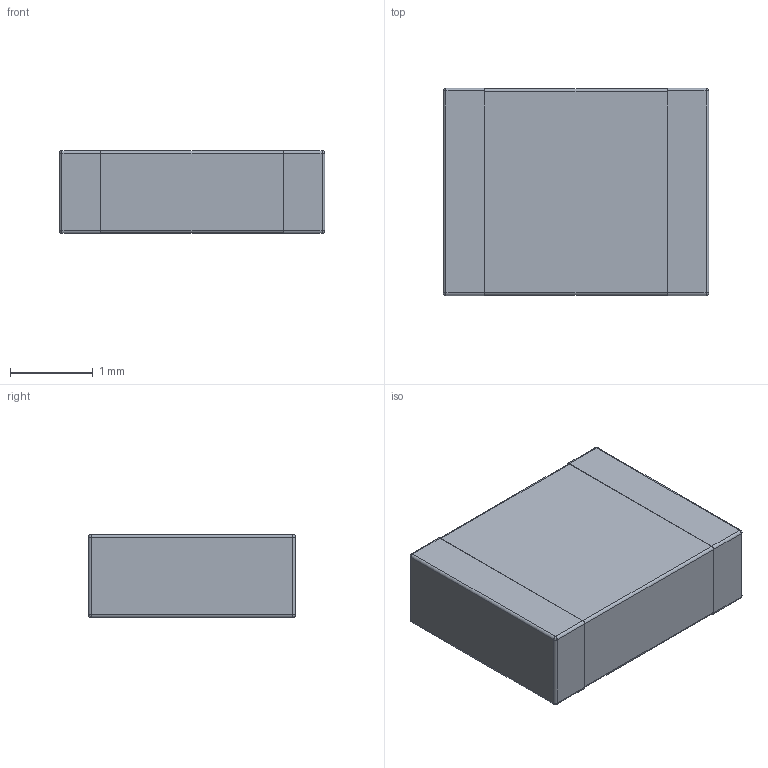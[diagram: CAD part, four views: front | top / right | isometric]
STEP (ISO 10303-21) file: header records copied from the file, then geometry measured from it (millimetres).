
FILE_DESCRIPTION(('FreeCAD Model'),'2;1');
FILE_NAME('Cap_smd_1210.step','2016-03-28T15:49:30',( 'Author'),(''),'Open CASCADE STEP processor 6.8','FreeCAD','Unknown' );
FILE_SCHEMA(('AUTOMOTIVE_DESIGN_CC2 { 1 2 10303 214 -1 1 5 4 }'));
Length unit declared in the file: millimetre
Products named in the file (2): ASSEMBLY; Cap_smd_1210
Assembly tree (1 placements, depth 2):
  ASSEMBLY
    Cap_smd_1210
Bounding box: 3.2 x 2.5 x 1 mm (x, y, z)
Volume: 7.9 mm3; surface area: 27 mm2
Topology: 1 solids, 1 shells, 44 faces, 104 edges, 56 vertices
Faces by surface type: cylinder 20, plane 16, bspline 8
Entity records: 5160 total; most frequent: CARTESIAN_POINT 3024, DIRECTION 297, ORIENTED_EDGE 192, PCURVE 192, DEFINITIONAL_REPRESENTATION 192, LINE 128, VECTOR 128, B_SPLINE_CURVE_WITH_KNOTS 104
